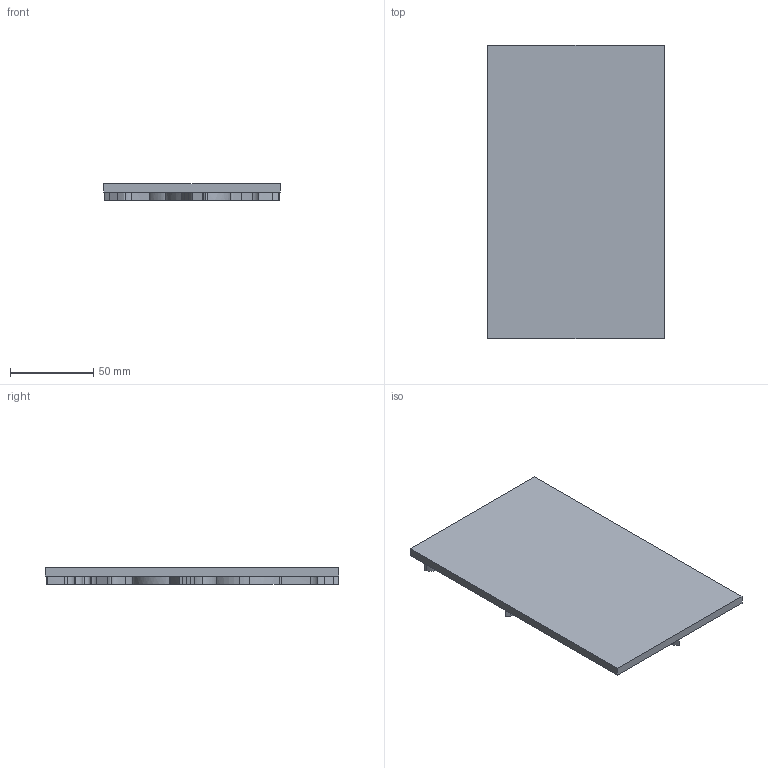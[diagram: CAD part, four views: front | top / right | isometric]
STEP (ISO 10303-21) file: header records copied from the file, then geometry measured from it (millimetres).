
FILE_DESCRIPTION(/* description */ (''),/* implementation_level */ '2;1');
FILE_NAME(/* name */ 'naoise thing v3.stp',/* time_stamp */ '2025-09-12T00:18:20+02:00',/* author */ (''),/* organization */ (''),/* preprocessor_version */ 'ST-DEVELOPER v20.1',/* originating_system */ 'Autodesk Translation Framework v14.10.0.0',/* authorisation */ '');
FILE_SCHEMA (('AUTOMOTIVE_DESIGN { 1 0 10303 214 3 1 1 }'));
Length unit declared in the file: millimetre
Products named in the file (1): naoise thing
Bounding box: 105.83 x 176 x 10 mm (x, y, z)
Volume: 114189.6 mm3; surface area: 45085.1 mm2
Topology: 1 solids, 1 shells, 126 faces, 348 edges, 232 vertices
Faces by surface type: bspline 106, plane 20
Entity records: 4327 total; most frequent: CARTESIAN_POINT 2129, ORIENTED_EDGE 696, EDGE_CURVE 348, VERTEX_POINT 232, DIRECTION 178, LINE 136, VECTOR 136, EDGE_LOOP 134
